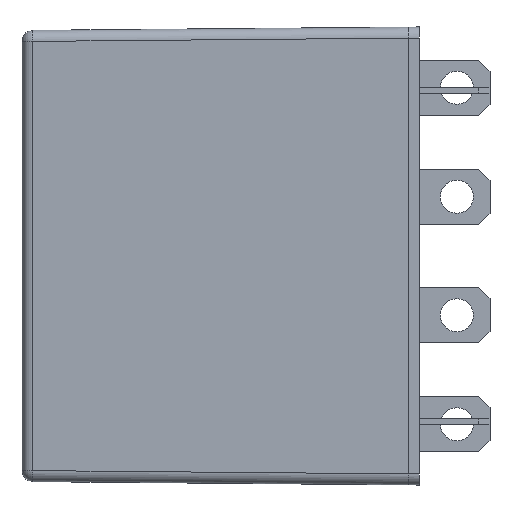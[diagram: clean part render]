
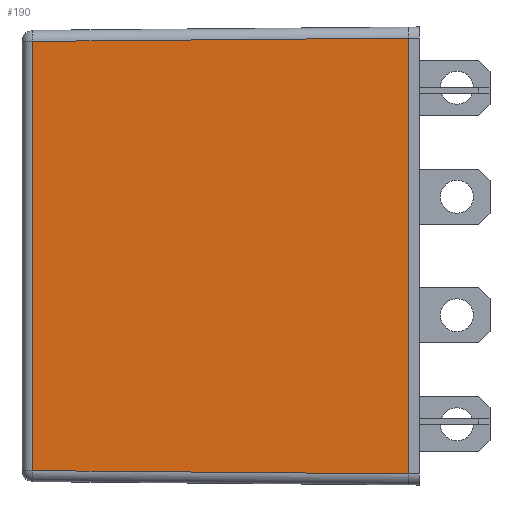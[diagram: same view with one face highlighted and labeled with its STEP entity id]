
A CAD part, left-side view. The second image highlights one B-rep face of the part: STEP entity #190.
In plain terms, the highlighted planar face has unit normal (-1, 0.009, 0).
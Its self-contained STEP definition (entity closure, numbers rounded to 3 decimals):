
#69 = CARTESIAN_POINT ( 'NONE',  ( -13.694, 35.009, 19.445 ) ) ;
#93 = CARTESIAN_POINT ( 'NONE',  ( -13.694, 35.009, -19.445 ) ) ;
#190 = ADVANCED_FACE ( 'NONE', ( #5821 ), #3565, .T. ) ;
#225 = ORIENTED_EDGE ( 'NONE', *, *, #8096, .T. ) ;
#634 = CARTESIAN_POINT ( 'NONE',  ( -13.991, 1., -20.75 ) ) ;
#641 = ORIENTED_EDGE ( 'NONE', *, *, #6769, .T. ) ;
#728 = CARTESIAN_POINT ( 'NONE',  ( -13.997, 0.353, 19.747 ) ) ;
#1024 = LINE ( 'NONE', #634, #2858 ) ;
#1902 = CARTESIAN_POINT ( 'NONE',  ( -14., -0.009, -19.75 ) ) ;
#2167 = ORIENTED_EDGE ( 'NONE', *, *, #6341, .T. ) ;
#2718 = VERTEX_POINT ( 'NONE', #4904 ) ;
#2722 = VECTOR ( 'NONE', #4785, 1000. ) ;
#2782 = AXIS2_PLACEMENT_3D ( 'NONE', #2941, #2891, #2870 ) ;
#2858 = VECTOR ( 'NONE', #4695, 1000. ) ;
#2870 = DIRECTION ( 'NONE',  ( -0.009, -1., 0. ) ) ;
#2891 = DIRECTION ( 'NONE',  ( -1., 0.009, 0. ) ) ;
#2937 = DIRECTION ( 'NONE',  ( 0., 0., -1. ) ) ;
#2941 = CARTESIAN_POINT ( 'NONE',  ( -14., 0., -20.75 ) ) ;
#2970 = VECTOR ( 'NONE', #2937, 1000. ) ;
#3290 = DIRECTION ( 'NONE',  ( -0.009, -1., -0.009 ) ) ;
#3565 = PLANE ( 'NONE',  #2782 ) ;
#3661 = VERTEX_POINT ( 'NONE', #93 ) ;
#3832 = ORIENTED_EDGE ( 'NONE', *, *, #7197, .T. ) ;
#4395 = VERTEX_POINT ( 'NONE', #69 ) ;
#4695 = DIRECTION ( 'NONE',  ( 0., 0., 1. ) ) ;
#4785 = DIRECTION ( 'NONE',  ( 0.009, 1., -0.009 ) ) ;
#4904 = CARTESIAN_POINT ( 'NONE',  ( -13.991, 1., -19.741 ) ) ;
#5021 = EDGE_LOOP ( 'NONE', ( #225, #3832, #641, #2167 ) ) ;
#5821 = FACE_OUTER_BOUND ( 'NONE', #5021, .T. ) ;
#6319 = LINE ( 'NONE', #1902, #8055 ) ;
#6341 = EDGE_CURVE ( 'NONE', #4395, #3661, #7985, .T. ) ;
#6406 = VERTEX_POINT ( 'NONE', #7581 ) ;
#6769 = EDGE_CURVE ( 'NONE', #6406, #4395, #7964, .T. ) ;
#6859 = CARTESIAN_POINT ( 'NONE',  ( -13.694, 35.009, -20.436 ) ) ;
#7197 = EDGE_CURVE ( 'NONE', #2718, #6406, #1024, .T. ) ;
#7581 = CARTESIAN_POINT ( 'NONE',  ( -13.991, 1., 19.741 ) ) ;
#7964 = LINE ( 'NONE', #728, #2722 ) ;
#7985 = LINE ( 'NONE', #6859, #2970 ) ;
#8055 = VECTOR ( 'NONE', #3290, 1000. ) ;
#8096 = EDGE_CURVE ( 'NONE', #3661, #2718, #6319, .T. ) ;
